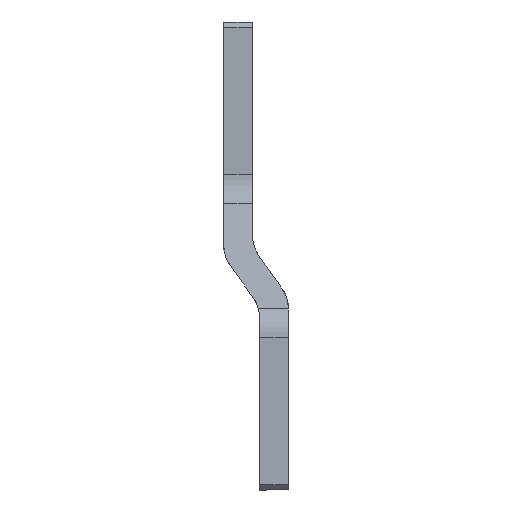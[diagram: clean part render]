
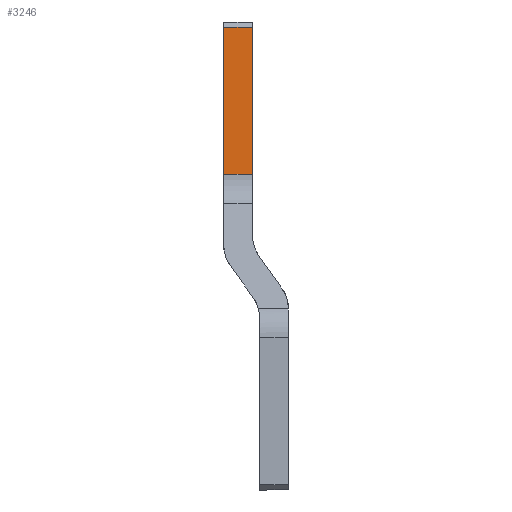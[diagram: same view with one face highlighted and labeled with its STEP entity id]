
A CAD part, left-side view. The second image highlights one B-rep face of the part: STEP entity #3246.
In plain terms, the highlighted planar face has unit normal (-1, 0, 0).
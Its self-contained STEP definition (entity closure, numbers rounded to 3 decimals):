
#55 = CARTESIAN_POINT ( 'NONE',  ( 100., 10., 75. ) ) ;
#161 = CARTESIAN_POINT ( 'NONE',  ( 100., 10., 76.5 ) ) ;
#167 = CARTESIAN_POINT ( 'NONE',  ( 100., 18., 75. ) ) ;
#168 = DIRECTION ( 'NONE',  ( 0., 0., -1. ) ) ;
#170 = CARTESIAN_POINT ( 'NONE',  ( 100., 18., 34.207 ) ) ;
#171 = DIRECTION ( 'NONE',  ( 0., -1., 0. ) ) ;
#180 = DIRECTION ( 'NONE',  ( 0., 1., 0. ) ) ;
#220 = CARTESIAN_POINT ( 'NONE',  ( 100., 18., -505.723 ) ) ;
#221 = DIRECTION ( 'NONE',  ( 0., 0., 1. ) ) ;
#595 = CARTESIAN_POINT ( 'NONE',  ( 100., 18., -505.723 ) ) ;
#596 = PLANE ( 'NONE',  #4139 ) ;
#601 = DIRECTION ( 'NONE',  ( 1., 0., 0. ) ) ;
#602 = DIRECTION ( 'NONE',  ( 0., 0., -1. ) ) ;
#1255 = VERTEX_POINT ( 'NONE', #3211 ) ;
#1280 = VERTEX_POINT ( 'NONE', #3166 ) ;
#1342 = VERTEX_POINT ( 'NONE', #3104 ) ;
#1466 = VERTEX_POINT ( 'NONE', #55 ) ;
#1515 = EDGE_CURVE ( 'NONE', #1466, #1255, #2892, .T. ) ;
#1516 = EDGE_CURVE ( 'NONE', #1280, #1255, #2894, .T. ) ;
#1519 = EDGE_CURVE ( 'NONE', #1466, #1342, #2899, .T. ) ;
#1537 = EDGE_CURVE ( 'NONE', #1280, #1342, #2930, .T. ) ;
#1879 = ORIENTED_EDGE ( 'NONE', *, *, #1515, .F. ) ;
#1974 = ORIENTED_EDGE ( 'NONE', *, *, #1516, .T. ) ;
#1975 = ORIENTED_EDGE ( 'NONE', *, *, #1537, .F. ) ;
#2119 = EDGE_LOOP ( 'NONE', ( #1975, #1974, #1879, #2220 ) ) ;
#2220 = ORIENTED_EDGE ( 'NONE', *, *, #1519, .T. ) ;
#2887 = VECTOR ( 'NONE', #168, 1000. ) ;
#2892 = LINE ( 'NONE', #161, #2887 ) ;
#2894 = LINE ( 'NONE', #170, #2895 ) ;
#2895 = VECTOR ( 'NONE', #171, 1000. ) ;
#2896 = VECTOR ( 'NONE', #180, 1000. ) ;
#2899 = LINE ( 'NONE', #167, #2896 ) ;
#2930 = LINE ( 'NONE', #220, #2931 ) ;
#2931 = VECTOR ( 'NONE', #221, 1000. ) ;
#3104 = CARTESIAN_POINT ( 'NONE',  ( 100., 18., 75. ) ) ;
#3166 = CARTESIAN_POINT ( 'NONE',  ( 100., 18., 34.207 ) ) ;
#3211 = CARTESIAN_POINT ( 'NONE',  ( 100., 10., 34.207 ) ) ;
#3246 = ADVANCED_FACE ( 'NONE', ( #3468 ), #596, .F. ) ;
#3468 = FACE_OUTER_BOUND ( 'NONE', #2119, .T. ) ;
#4139 = AXIS2_PLACEMENT_3D ( 'NONE', #595, #601, #602 ) ;
